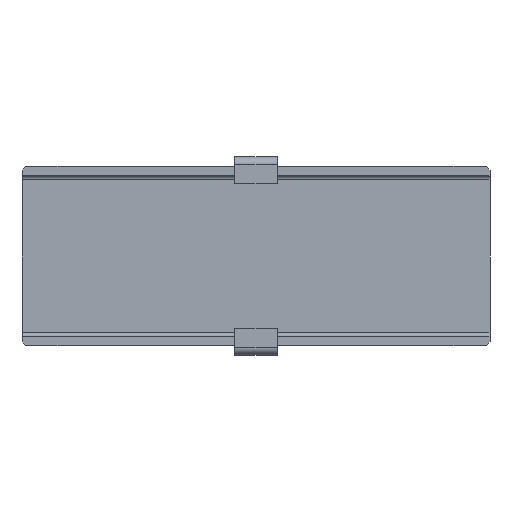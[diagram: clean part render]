
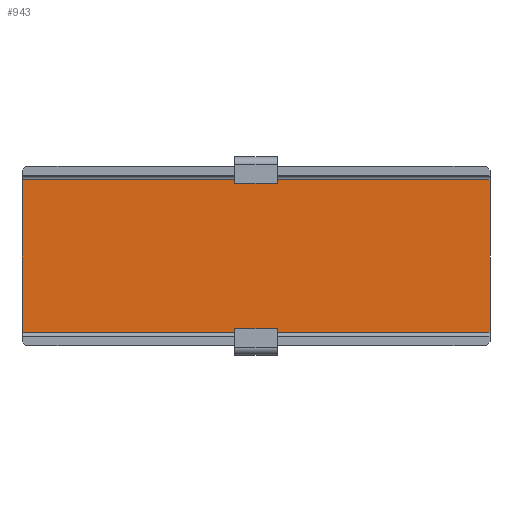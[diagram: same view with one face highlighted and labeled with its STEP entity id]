
A CAD part, front view. The second image highlights one B-rep face of the part: STEP entity #943.
In plain terms, the highlighted planar face has unit normal (0, -1, 0).
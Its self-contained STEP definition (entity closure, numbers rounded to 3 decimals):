
#20 = ORIENTED_EDGE ( 'NONE', *, *, #89, .T. ) ;
#22 = VERTEX_POINT ( 'NONE', #1213 ) ;
#28 = EDGE_CURVE ( 'NONE', #653, #812, #388, .T. ) ;
#35 = EDGE_CURVE ( 'NONE', #986, #334, #155, .T. ) ;
#62 = DIRECTION ( 'NONE',  ( 0., 0., -1. ) ) ;
#79 = CARTESIAN_POINT ( 'NONE',  ( 30., 8.1, -9.8 ) ) ;
#89 = EDGE_CURVE ( 'NONE', #607, #1468, #877, .T. ) ;
#92 = DIRECTION ( 'NONE',  ( 0., 0., 1. ) ) ;
#97 = DIRECTION ( 'NONE',  ( 0., 0., 1. ) ) ;
#105 = VECTOR ( 'NONE', #887, 1000. ) ;
#109 = DIRECTION ( 'NONE',  ( -1., 0., 0. ) ) ;
#123 = EDGE_CURVE ( 'NONE', #204, #986, #325, .T. ) ;
#151 = CARTESIAN_POINT ( 'NONE',  ( 30., 8.1, -9.8 ) ) ;
#152 = DIRECTION ( 'NONE',  ( 0., 0., 1. ) ) ;
#155 = LINE ( 'NONE', #752, #1332 ) ;
#163 = VECTOR ( 'NONE', #927, 1000. ) ;
#173 = EDGE_CURVE ( 'NONE', #400, #22, #778, .T. ) ;
#180 = DIRECTION ( 'NONE',  ( -1., 0., 0. ) ) ;
#204 = VERTEX_POINT ( 'NONE', #1135 ) ;
#220 = EDGE_CURVE ( 'NONE', #653, #204, #632, .T. ) ;
#223 = CARTESIAN_POINT ( 'NONE',  ( 30., 8.1, -9.8 ) ) ;
#231 = DIRECTION ( 'NONE',  ( -1., 0., 0. ) ) ;
#285 = CARTESIAN_POINT ( 'NONE',  ( 30., 8.1, -9.8 ) ) ;
#299 = CARTESIAN_POINT ( 'NONE',  ( 30., 8.1, 9.8 ) ) ;
#325 = LINE ( 'NONE', #787, #1415 ) ;
#331 = VECTOR ( 'NONE', #458, 1000. ) ;
#334 = VERTEX_POINT ( 'NONE', #406 ) ;
#340 = LINE ( 'NONE', #803, #1102 ) ;
#388 = LINE ( 'NONE', #1324, #673 ) ;
#392 = VECTOR ( 'NONE', #397, 1000. ) ;
#397 = DIRECTION ( 'NONE',  ( 0., 0., 1. ) ) ;
#400 = VERTEX_POINT ( 'NONE', #151 ) ;
#406 = CARTESIAN_POINT ( 'NONE',  ( -30., 8.1, -9.8 ) ) ;
#429 = DIRECTION ( 'NONE',  ( 1., 0., 0. ) ) ;
#435 = ORIENTED_EDGE ( 'NONE', *, *, #794, .T. ) ;
#438 = LINE ( 'NONE', #1149, #1260 ) ;
#458 = DIRECTION ( 'NONE',  ( 1., 0., 0. ) ) ;
#486 = ORIENTED_EDGE ( 'NONE', *, *, #631, .F. ) ;
#493 = ORIENTED_EDGE ( 'NONE', *, *, #760, .F. ) ;
#547 = ORIENTED_EDGE ( 'NONE', *, *, #28, .F. ) ;
#576 = LINE ( 'NONE', #223, #163 ) ;
#598 = VECTOR ( 'NONE', #180, 1000. ) ;
#607 = VERTEX_POINT ( 'NONE', #691 ) ;
#610 = EDGE_CURVE ( 'NONE', #935, #1092, #920, .T. ) ;
#630 = EDGE_CURVE ( 'NONE', #607, #400, #576, .T. ) ;
#631 = EDGE_CURVE ( 'NONE', #812, #1468, #340, .T. ) ;
#632 = LINE ( 'NONE', #1371, #392 ) ;
#650 = ORIENTED_EDGE ( 'NONE', *, *, #35, .T. ) ;
#653 = VERTEX_POINT ( 'NONE', #1527 ) ;
#661 = ORIENTED_EDGE ( 'NONE', *, *, #630, .F. ) ;
#673 = VECTOR ( 'NONE', #429, 1000. ) ;
#686 = DIRECTION ( 'NONE',  ( 0., 0., 1. ) ) ;
#691 = CARTESIAN_POINT ( 'NONE',  ( 30., 8.1, 9.8 ) ) ;
#752 = CARTESIAN_POINT ( 'NONE',  ( -30., 8.1, -9.8 ) ) ;
#759 = PLANE ( 'NONE',  #1435 ) ;
#760 = EDGE_CURVE ( 'NONE', #22, #1092, #1256, .T. ) ;
#778 = LINE ( 'NONE', #79, #1408 ) ;
#787 = CARTESIAN_POINT ( 'NONE',  ( 30., 8.1, 9.8 ) ) ;
#790 = ORIENTED_EDGE ( 'NONE', *, *, #610, .T. ) ;
#794 = EDGE_CURVE ( 'NONE', #1014, #935, #438, .T. ) ;
#803 = CARTESIAN_POINT ( 'NONE',  ( 2.75, 8.1, 0. ) ) ;
#812 = VERTEX_POINT ( 'NONE', #1400 ) ;
#872 = CARTESIAN_POINT ( 'NONE',  ( 30., 8.1, -9.8 ) ) ;
#877 = LINE ( 'NONE', #299, #105 ) ;
#887 = DIRECTION ( 'NONE',  ( -1., 0., 0. ) ) ;
#906 = CARTESIAN_POINT ( 'NONE',  ( 2.75, 8.1, 0. ) ) ;
#914 = VECTOR ( 'NONE', #97, 1000. ) ;
#920 = LINE ( 'NONE', #1050, #331 ) ;
#927 = DIRECTION ( 'NONE',  ( 0., 0., -1. ) ) ;
#935 = VERTEX_POINT ( 'NONE', #1350 ) ;
#938 = CARTESIAN_POINT ( 'NONE',  ( 2.75, 8.1, -9.3 ) ) ;
#943 = ADVANCED_FACE ( 'NONE', ( #1241 ), #759, .F. ) ;
#976 = ORIENTED_EDGE ( 'NONE', *, *, #173, .F. ) ;
#980 = ORIENTED_EDGE ( 'NONE', *, *, #1514, .F. ) ;
#986 = VERTEX_POINT ( 'NONE', #1528 ) ;
#1014 = VERTEX_POINT ( 'NONE', #1161 ) ;
#1017 = CARTESIAN_POINT ( 'NONE',  ( 2.75, 8.1, 9.8 ) ) ;
#1050 = CARTESIAN_POINT ( 'NONE',  ( -30., 8.1, -9.3 ) ) ;
#1091 = ORIENTED_EDGE ( 'NONE', *, *, #123, .T. ) ;
#1092 = VERTEX_POINT ( 'NONE', #938 ) ;
#1102 = VECTOR ( 'NONE', #686, 1000. ) ;
#1135 = CARTESIAN_POINT ( 'NONE',  ( -2.75, 8.1, 9.8 ) ) ;
#1136 = ORIENTED_EDGE ( 'NONE', *, *, #220, .T. ) ;
#1149 = CARTESIAN_POINT ( 'NONE',  ( -2.75, 8.1, 0. ) ) ;
#1161 = CARTESIAN_POINT ( 'NONE',  ( -2.75, 8.1, -9.8 ) ) ;
#1213 = CARTESIAN_POINT ( 'NONE',  ( 2.75, 8.1, -9.8 ) ) ;
#1219 = DIRECTION ( 'NONE',  ( 0., 1., 0. ) ) ;
#1241 = FACE_OUTER_BOUND ( 'NONE', #1334, .T. ) ;
#1256 = LINE ( 'NONE', #906, #914 ) ;
#1260 = VECTOR ( 'NONE', #92, 1000. ) ;
#1324 = CARTESIAN_POINT ( 'NONE',  ( -30., 8.1, 9.3 ) ) ;
#1332 = VECTOR ( 'NONE', #62, 1000. ) ;
#1334 = EDGE_LOOP ( 'NONE', ( #650, #980, #435, #790, #493, #976, #661, #20, #486, #547, #1136, #1091 ) ) ;
#1339 = LINE ( 'NONE', #872, #598 ) ;
#1350 = CARTESIAN_POINT ( 'NONE',  ( -2.75, 8.1, -9.3 ) ) ;
#1371 = CARTESIAN_POINT ( 'NONE',  ( -2.75, 8.1, 0. ) ) ;
#1400 = CARTESIAN_POINT ( 'NONE',  ( 2.75, 8.1, 9.3 ) ) ;
#1408 = VECTOR ( 'NONE', #231, 1000. ) ;
#1415 = VECTOR ( 'NONE', #109, 1000. ) ;
#1435 = AXIS2_PLACEMENT_3D ( 'NONE', #285, #1219, #152 ) ;
#1468 = VERTEX_POINT ( 'NONE', #1017 ) ;
#1514 = EDGE_CURVE ( 'NONE', #1014, #334, #1339, .T. ) ;
#1527 = CARTESIAN_POINT ( 'NONE',  ( -2.75, 8.1, 9.3 ) ) ;
#1528 = CARTESIAN_POINT ( 'NONE',  ( -30., 8.1, 9.8 ) ) ;
